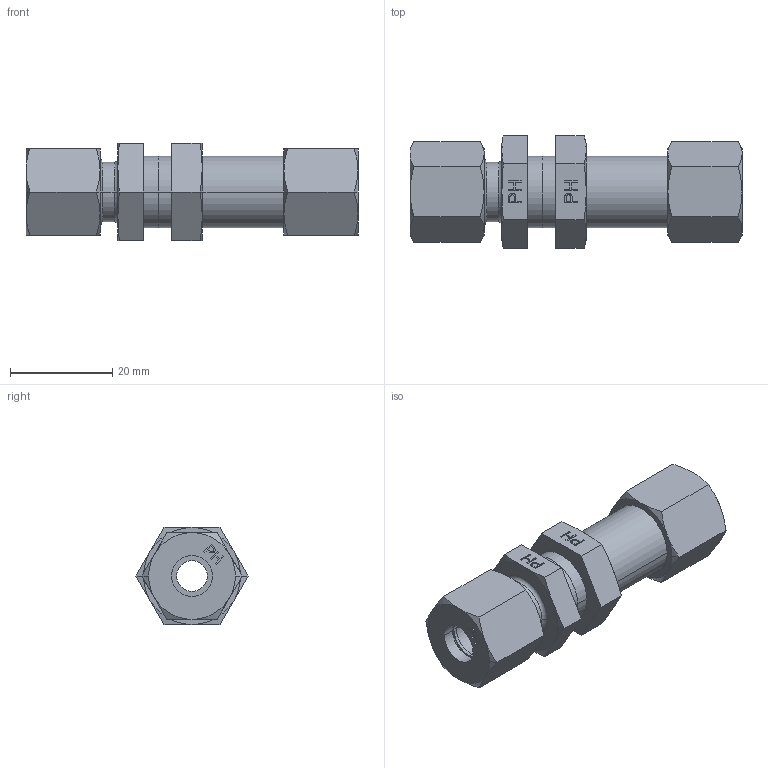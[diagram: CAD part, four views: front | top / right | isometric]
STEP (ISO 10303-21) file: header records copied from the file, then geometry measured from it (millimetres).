
FILE_DESCRIPTION(('Creo Elements/Direct Modeling STEP Export'),'2;1');
FILE_NAME('GSV-L-08.stp','2018-01-11T11:56:05',(''),(''),'PTC Creo Elements/Direct Modeling STEP processor for AP214 (Solid Model)','PTC Creo Elements/Direct Modeling 19.0A 04-Oct-2014 (C) Parametric Technology GmbH','');
FILE_SCHEMA(('AUTOMOTIVE_DESIGN { 1 0 10303 214 1 1 1 1 }'));
Length unit declared in the file: millimetre
Products named in the file (5): GSV_L_08_OMDBody; SR_L_08_2_K; UWM_L_08; GM_14x1_5; GSV_L_08
Assembly tree (6 placements, depth 2):
  GSV_L_08
    GM_14x1_5
    UWM_L_08  x2
    SR_L_08_2_K  x2
    GSV_L_08_OMDBody
Bounding box: 65 x 21.94 x 19 mm (x, y, z)
Volume: 12286.3 mm3; surface area: 9302 mm2
Topology: 6 solids, 10 shells, 366 faces, 868 edges, 544 vertices
Faces by surface type: plane 212, cone 90, cylinder 62, torus 2
Entity records: 8358 total; most frequent: CARTESIAN_POINT 3007, ORIENTED_EDGE 1144, DIRECTION 921, EDGE_CURVE 572, VERTEX_POINT 358, VECTOR 345, LINE 345, AXIS2_PLACEMENT_3D 288
